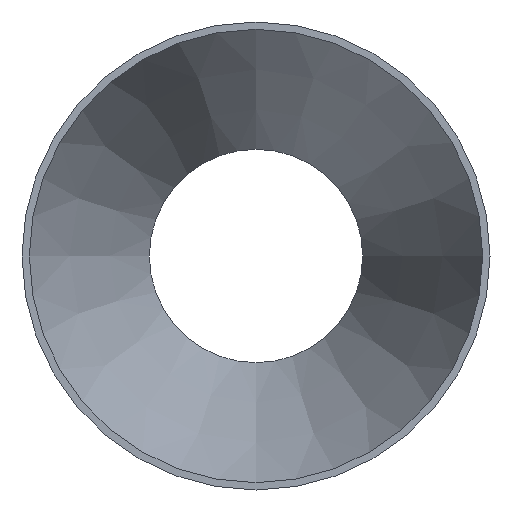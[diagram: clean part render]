
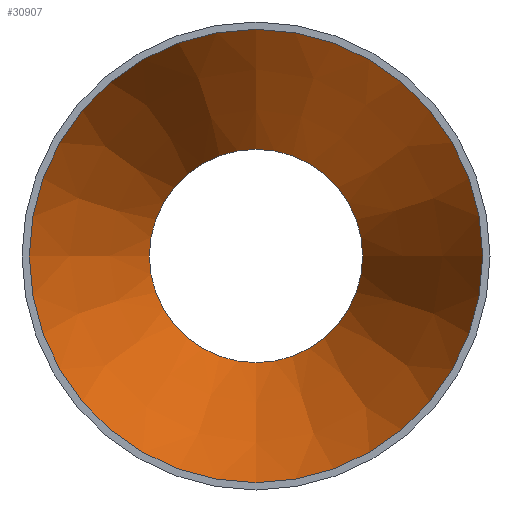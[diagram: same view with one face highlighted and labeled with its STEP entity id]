
A CAD part, front view. The second image highlights one B-rep face of the part: STEP entity #30907.
In plain terms, the highlighted conical face has half-angle 21.468 degrees and reference radius 132.202 mm.
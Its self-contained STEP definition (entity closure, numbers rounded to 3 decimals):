
#645 = EDGE_CURVE ( 'NONE', #22407, #22407, #33293, .T. ) ;
#1723 = ORIENTED_EDGE ( 'NONE', *, *, #29005, .F. ) ;
#2378 = EDGE_LOOP ( 'NONE', ( #1723 ) ) ;
#4455 = DIRECTION ( 'NONE',  ( 0., 0., -1. ) ) ;
#5871 = DIRECTION ( 'NONE',  ( 0., 0., -1. ) ) ;
#7453 = DIRECTION ( 'NONE',  ( 0., -1., 0. ) ) ;
#8700 = AXIS2_PLACEMENT_3D ( 'NONE', #26533, #29893, #13105 ) ;
#10418 = CONICAL_SURFACE ( 'NONE', #22270, 132.202, 0.375 ) ;
#12084 = CIRCLE ( 'NONE', #8700, 62.202 ) ;
#13105 = DIRECTION ( 'NONE',  ( 0., 0., -1. ) ) ;
#13513 = AXIS2_PLACEMENT_3D ( 'NONE', #32387, #30081, #5871 ) ;
#17094 = VERTEX_POINT ( 'NONE', #33391 ) ;
#17500 = CARTESIAN_POINT ( 'NONE',  ( 0., 0., 0. ) ) ;
#18034 = FACE_BOUND ( 'NONE', #2378, .T. ) ;
#18198 = EDGE_LOOP ( 'NONE', ( #32001 ) ) ;
#18218 = FACE_OUTER_BOUND ( 'NONE', #18198, .T. ) ;
#22270 = AXIS2_PLACEMENT_3D ( 'NONE', #17500, #7453, #4455 ) ;
#22407 = VERTEX_POINT ( 'NONE', #33213 ) ;
#26533 = CARTESIAN_POINT ( 'NONE',  ( 0., 178., 0. ) ) ;
#29005 = EDGE_CURVE ( 'NONE', #17094, #17094, #12084, .T. ) ;
#29893 = DIRECTION ( 'NONE',  ( 0., -1., 0. ) ) ;
#30081 = DIRECTION ( 'NONE',  ( 0., -1., 0. ) ) ;
#30907 = ADVANCED_FACE ( 'NONE', ( #18034, #18218 ), #10418, .F. ) ;
#32001 = ORIENTED_EDGE ( 'NONE', *, *, #645, .T. ) ;
#32387 = CARTESIAN_POINT ( 'NONE',  ( 0., 0., 0. ) ) ;
#33213 = CARTESIAN_POINT ( 'NONE',  ( 0., 0., -132.202 ) ) ;
#33293 = CIRCLE ( 'NONE', #13513, 132.202 ) ;
#33391 = CARTESIAN_POINT ( 'NONE',  ( 0., 178., -62.202 ) ) ;
